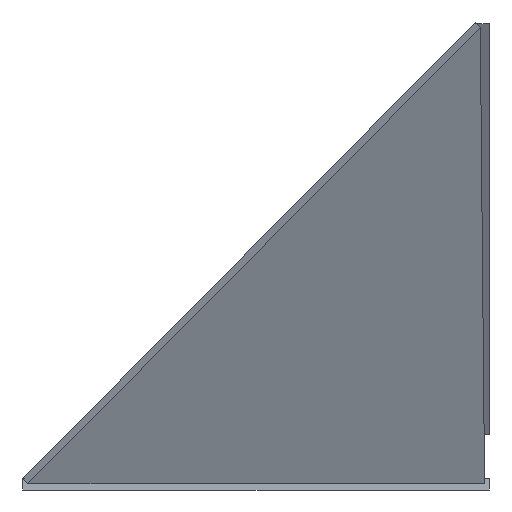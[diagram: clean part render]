
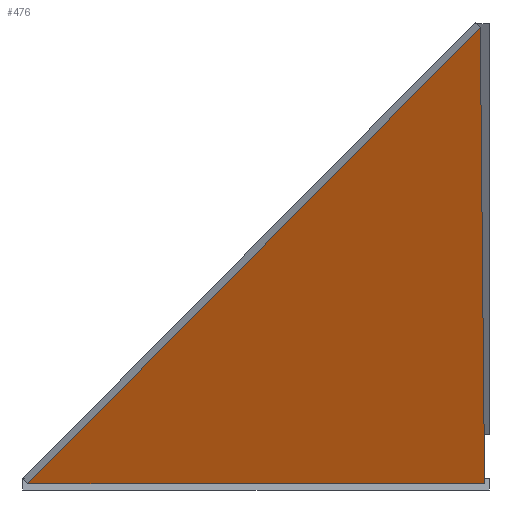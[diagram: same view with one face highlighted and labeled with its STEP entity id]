
A CAD part, left-side view. The second image highlights one B-rep face of the part: STEP entity #476.
In plain terms, the highlighted face is planar.
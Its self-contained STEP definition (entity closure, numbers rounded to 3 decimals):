
#4 = LINE ( 'NONE', #5, #6 ) ;
#5 = CARTESIAN_POINT ( 'NONE',  ( 0., 0., -1. ) ) ;
#6 = VECTOR ( 'NONE', #7, 1000. ) ;
#7 = DIRECTION ( 'NONE',  ( 0., 1., 0. ) ) ;
#78 = CARTESIAN_POINT ( 'NONE',  ( 0., 92.9, -1. ) ) ;
#85 = ORIENTED_EDGE ( 'NONE', *, *, #209, .F. ) ;
#91 = CARTESIAN_POINT ( 'NONE',  ( 0., 0., -1. ) ) ;
#135 = VERTEX_POINT ( 'NONE', #560 ) ;
#162 = LINE ( 'NONE', #163, #164 ) ;
#163 = CARTESIAN_POINT ( 'NONE',  ( -89.699, 24.176, -1. ) ) ;
#164 = VECTOR ( 'NONE', #165, 1000. ) ;
#165 = DIRECTION ( 'NONE',  ( 0.966, -0.26, 0. ) ) ;
#209 = EDGE_CURVE ( 'NONE', #419, #135, #595, .T. ) ;
#243 = ORIENTED_EDGE ( 'NONE', *, *, #391, .F. ) ;
#244 = ORIENTED_EDGE ( 'NONE', *, *, #334, .F. ) ;
#334 = EDGE_CURVE ( 'NONE', #528, #419, #4, .T. ) ;
#391 = EDGE_CURVE ( 'NONE', #135, #528, #162, .T. ) ;
#419 = VERTEX_POINT ( 'NONE', #78 ) ;
#476 = ADVANCED_FACE ( 'NONE', ( #554 ), #555, .T. ) ;
#483 = EDGE_LOOP ( 'NONE', ( #85, #244, #243 ) ) ;
#528 = VERTEX_POINT ( 'NONE', #91 ) ;
#554 = FACE_OUTER_BOUND ( 'NONE', #483, .T. ) ;
#555 = PLANE ( 'NONE',  #556 ) ;
#556 = AXIS2_PLACEMENT_3D ( 'NONE', #557, #558, #559 ) ;
#557 = CARTESIAN_POINT ( 'NONE',  ( 0., 92.9, -1. ) ) ;
#558 = DIRECTION ( 'NONE',  ( 0., 0., -1. ) ) ;
#559 = DIRECTION ( 'NONE',  ( -1., 0., 0. ) ) ;
#560 = CARTESIAN_POINT ( 'NONE',  ( -89.699, 24.176, -1. ) ) ;
#595 = LINE ( 'NONE', #596, #600 ) ;
#596 = CARTESIAN_POINT ( 'NONE',  ( 0., 92.9, -1. ) ) ;
#600 = VECTOR ( 'NONE', #601, 1000. ) ;
#601 = DIRECTION ( 'NONE',  ( -0.794, -0.608, 0. ) ) ;
